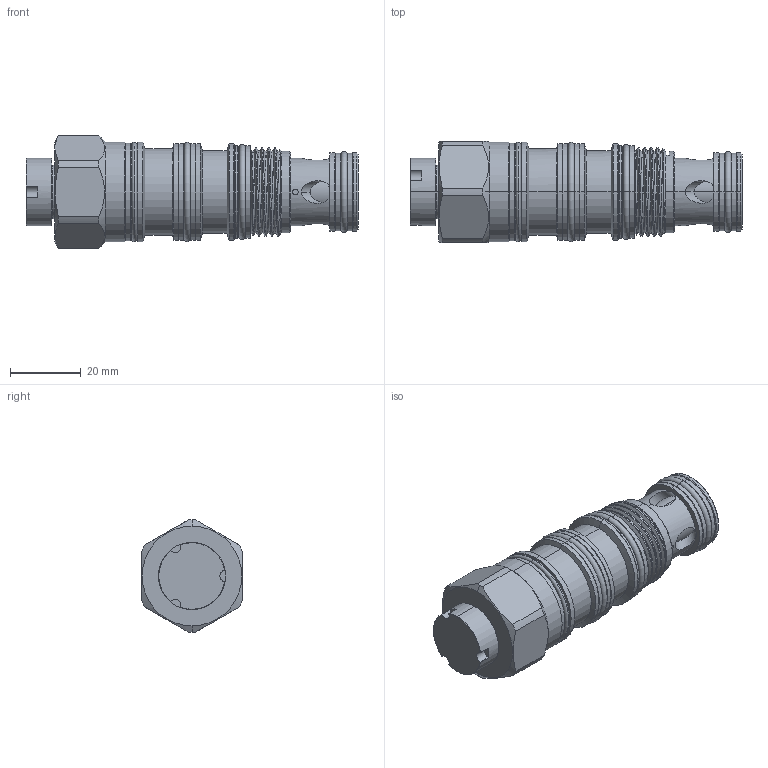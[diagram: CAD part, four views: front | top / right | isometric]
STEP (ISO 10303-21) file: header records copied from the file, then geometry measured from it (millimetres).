
FILE_DESCRIPTION (( 'STEP AP214' ), '1' );
FILE_NAME ('CK22A4C-N.STEP', '2016-04-12T03:04:43', ( '' ), ( '' ), 'SwSTEP 2.0', 'SolidWorks 2012', '' );
FILE_SCHEMA (( 'AUTOMOTIVE_DESIGN' ));
Length unit declared in the file: millimetre
Products named in the file (1): CK22A4C-N
Bounding box: 93.94 x 28.57 x 31.8 mm (x, y, z)
Volume: 44436.3 mm3; surface area: 13551.3 mm2
Topology: 2 solids, 2 shells, 233 faces, 534 edges, 331 vertices
Faces by surface type: cylinder 121, plane 46, cone 40, torus 24, bspline 2
Entity records: 8124 total; most frequent: CARTESIAN_POINT 2874, DIRECTION 1138, ORIENTED_EDGE 1068, EDGE_CURVE 534, AXIS2_PLACEMENT_3D 484, VERTEX_POINT 331, EDGE_LOOP 261, CIRCLE 252
